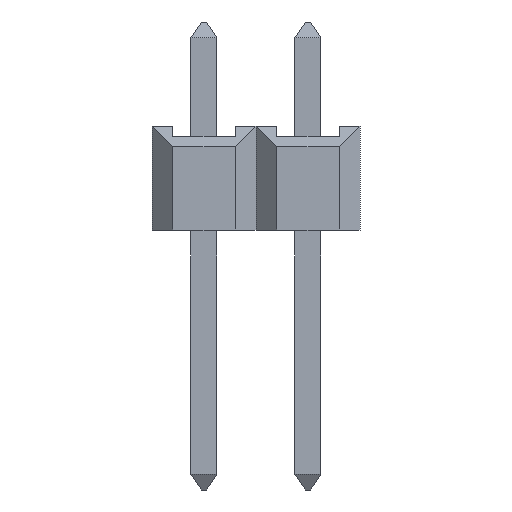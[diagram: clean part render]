
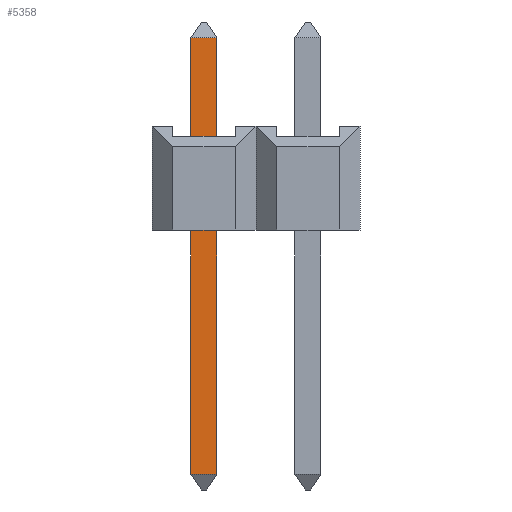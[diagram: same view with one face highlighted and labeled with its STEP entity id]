
A CAD part, front view. The second image highlights one B-rep face of the part: STEP entity #5358.
In plain terms, the highlighted planar face has unit normal (0, -1, 0).
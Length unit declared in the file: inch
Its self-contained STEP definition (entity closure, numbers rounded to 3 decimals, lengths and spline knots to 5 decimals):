
#5358=ADVANCED_FACE('',(#6708),#6038,.T.);
#6038=PLANE('',#16839);
#6708=FACE_OUTER_BOUND('',#7368,.T.);
#7368=EDGE_LOOP('',(#8655,#8656,#8657,#8658));
#8655=ORIENTED_EDGE('',*,*,#12363,.T.);
#8656=ORIENTED_EDGE('',*,*,#12371,.T.);
#8657=ORIENTED_EDGE('',*,*,#12368,.F.);
#8658=ORIENTED_EDGE('',*,*,#12372,.T.);
#11265=VERTEX_POINT('',#21029);
#11266=VERTEX_POINT('',#21031);
#11269=VERTEX_POINT('',#21041);
#11270=VERTEX_POINT('',#21042);
#12363=EDGE_CURVE('',#11266,#11265,#13923,.T.);
#12368=EDGE_CURVE('',#11269,#11270,#13928,.T.);
#12371=EDGE_CURVE('',#11265,#11270,#13931,.T.);
#12372=EDGE_CURVE('',#11269,#11266,#13932,.T.);
#13923=LINE('',#21030,#15483);
#13928=LINE('',#21040,#15488);
#13931=LINE('',#21046,#15491);
#13932=LINE('',#21047,#15492);
#15483=VECTOR('',#18038,1.);
#15488=VECTOR('',#18047,1.);
#15491=VECTOR('',#18052,1.);
#15492=VECTOR('',#18053,1.);
#16839=AXIS2_PLACEMENT_3D('',#21048,#18054,#18055);
#18038=DIRECTION('',(0.,0.,-1.));
#18047=DIRECTION('',(0.,0.,-1.));
#18052=DIRECTION('',(1.,0.,0.));
#18053=DIRECTION('',(-1.,0.,0.));
#18054=DIRECTION('',(0.,-1.,0.));
#18055=DIRECTION('',(0.,0.,-1.));
#21029=CARTESIAN_POINT('',(-0.0125,-0.0125,-0.235));
#21030=CARTESIAN_POINT('',(-0.0125,-0.0125,0.2));
#21031=CARTESIAN_POINT('',(-0.0125,-0.0125,0.185));
#21040=CARTESIAN_POINT('',(0.0125,-0.0125,0.2));
#21041=CARTESIAN_POINT('',(0.0125,-0.0125,0.185));
#21042=CARTESIAN_POINT('',(0.0125,-0.0125,-0.235));
#21046=CARTESIAN_POINT('',(0.0125,-0.0125,-0.235));
#21047=CARTESIAN_POINT('',(-0.0125,-0.0125,0.185));
#21048=CARTESIAN_POINT('',(0.0125,-0.0125,0.2));
